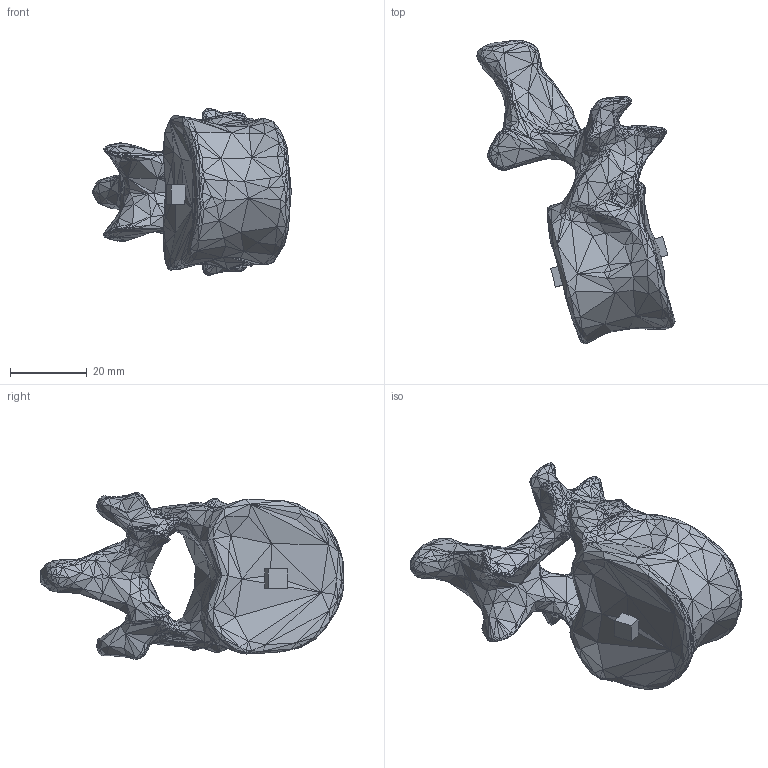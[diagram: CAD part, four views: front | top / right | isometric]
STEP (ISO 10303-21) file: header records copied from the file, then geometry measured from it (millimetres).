
FILE_DESCRIPTION(/* description */ (''),/* implementation_level */ '2;1');
FILE_NAME(/* name */ 'T12_.step',/* time_stamp */ '2022-06-24T13:26:22-04:00',/* author */ (''),/* organization */ (''),/* preprocessor_version */ 'ST-DEVELOPER v19',/* originating_system */ 'Autodesk Translation Framework v11.7.0.108',/* authorisation */ '');
FILE_SCHEMA (('AUTOMOTIVE_DESIGN { 1 0 10303 214 3 1 1 }'));
Length unit declared in the file: millimetre
Products named in the file (1): T12
Bounding box: 51.63 x 78.82 x 43.44 mm (x, y, z)
Volume: 38622.3 mm3; surface area: 10273.6 mm2
Topology: 1 solids, 1 shells, 2783 faces, 4194 edges, 1411 vertices
Faces by surface type: plane 2783
Entity records: 54485 total; most frequent: DIRECTION 9762, CARTESIAN_POINT 8389, ORIENTED_EDGE 8388, LINE 4194, VECTOR 4194, EDGE_CURVE 4194, AXIS2_PLACEMENT_3D 2784, FACE_OUTER_BOUND 2783
